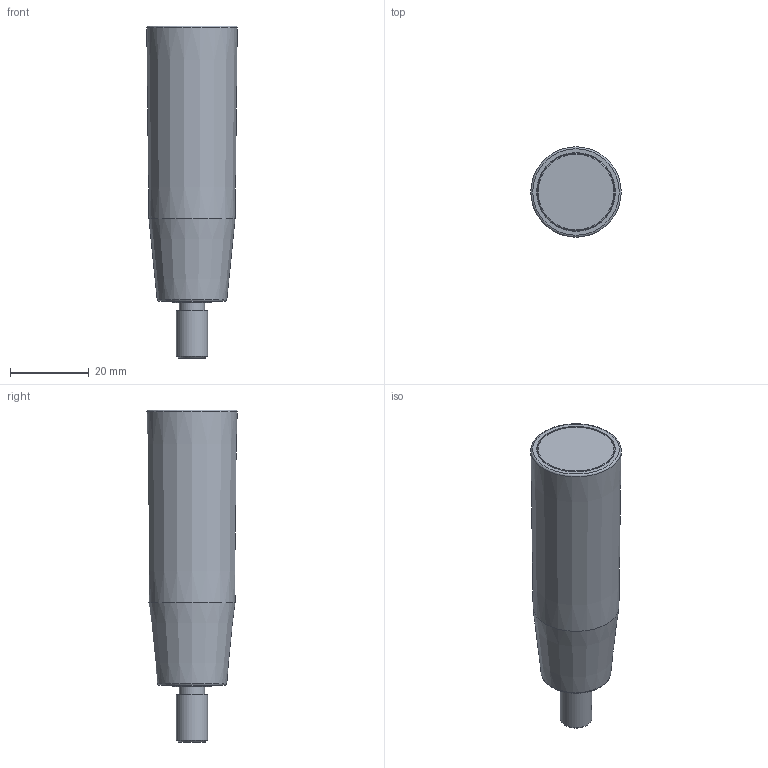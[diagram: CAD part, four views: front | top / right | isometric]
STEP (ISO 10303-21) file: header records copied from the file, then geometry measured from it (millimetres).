
FILE_DESCRIPTION( ( 'Unknown' ), '1' );
FILE_NAME( '6397020_MPEX23x70.stp', 'Unknown', ( 'Unknown' ), ( 'Unknown' ), 'PSStep 11.0', 'Unknown', ' ' );
FILE_SCHEMA( ( 'AUTOMOTIVE_DESIGN { 1 0 10303 214 1 1 1 1 }' ) );
Length unit declared in the file: millimetre
Products named in the file (1): 8900184
Bounding box: 22.99 x 22.99 x 84.4 mm (x, y, z)
Volume: 19845.4 mm3; surface area: 10348.8 mm2
Topology: 1 solids, 2 shells, 65 faces, 142 edges, 91 vertices
Faces by surface type: plane 36, cylinder 16, cone 8, torus 5
Full cylindrical faces by diameter (mm): 1.607 x1, 4.1 x1, 6.427 x1, 6.6 x1, 6.8 x1, 7.9 x1, 8 x1, 10 x2, 15.421 x1, 18.404 x1, 19.627 x1, 19.7 x1, 20 x1
Entity records: 2114 total; most frequent: DIRECTION 294, CARTESIAN_POINT 257, ORIENTED_EDGE 214, AXIS2_PLACEMENT_3D 121, EDGE_CURVE 107, EDGE_LOOP 102, FACE_OUTER_BOUND 84, VERTEX_POINT 84
